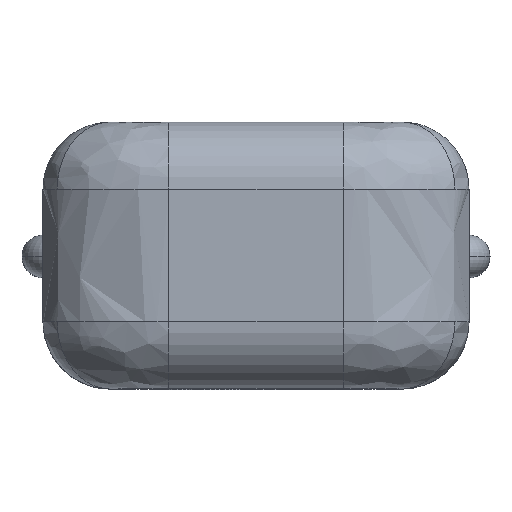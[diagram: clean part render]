
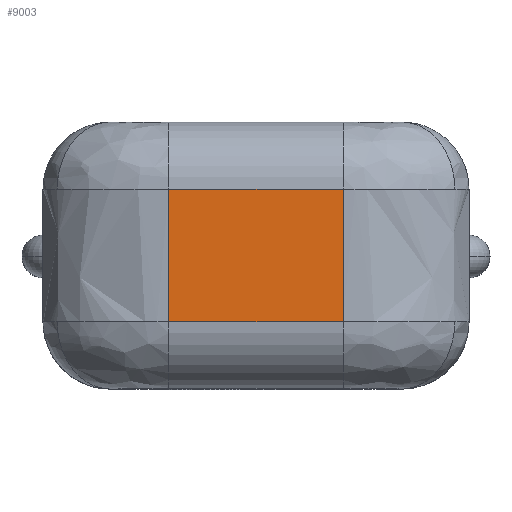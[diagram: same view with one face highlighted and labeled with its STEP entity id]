
A CAD part, top view. The second image highlights one B-rep face of the part: STEP entity #9003.
In plain terms, the highlighted planar face has unit normal (0, 0, 1).
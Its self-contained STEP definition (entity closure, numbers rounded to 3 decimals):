
#1662 = DIRECTION ( 'NONE',  ( 0., 0., -1. ) ) ;
#1790 = CARTESIAN_POINT ( 'NONE',  ( 1.04, 0.79, 2. ) ) ;
#1927 = CARTESIAN_POINT ( 'NONE',  ( -2.54, 0.79, 2. ) ) ;
#2045 = LINE ( 'NONE', #15904, #11186 ) ;
#2588 = CARTESIAN_POINT ( 'NONE',  ( -2.54, -1.59, 2. ) ) ;
#2629 = CARTESIAN_POINT ( 'NONE',  ( 1.04, 0.263, 2. ) ) ;
#3182 = CARTESIAN_POINT ( 'NONE',  ( 1.04, -0.79, 2. ) ) ;
#3627 = CARTESIAN_POINT ( 'NONE',  ( -1.04, -0.79, 2. ) ) ;
#3699 = CARTESIAN_POINT ( 'NONE',  ( -1.04, 0.79, 2. ) ) ;
#3826 = FACE_OUTER_BOUND ( 'NONE', #7105, .T. ) ;
#3859 = VERTEX_POINT ( 'NONE', #7697 ) ;
#4461 = LINE ( 'NONE', #1927, #6701 ) ;
#5283 = EDGE_CURVE ( 'NONE', #7599, #10754, #15087, .T. ) ;
#5750 = B_SPLINE_CURVE_WITH_KNOTS ( 'NONE', 3,
 ( #3699, #15002, #15073, #3627 ),
 .UNSPECIFIED., .F., .F.,
 ( 4, 4 ),
 ( 0.252, 0.748 ),
 .UNSPECIFIED. ) ;
#6701 = VECTOR ( 'NONE', #15814, 1000. ) ;
#7105 = EDGE_LOOP ( 'NONE', ( #12721, #9536, #8760, #13743 ) ) ;
#7599 = VERTEX_POINT ( 'NONE', #13059 ) ;
#7697 = CARTESIAN_POINT ( 'NONE',  ( -1.04, 0.79, 2. ) ) ;
#8760 = ORIENTED_EDGE ( 'NONE', *, *, #12169, .T. ) ;
#9003 = ADVANCED_FACE ( 'NONE', ( #3826 ), #14224, .F. ) ;
#9536 = ORIENTED_EDGE ( 'NONE', *, *, #11363, .T. ) ;
#10068 = CARTESIAN_POINT ( 'NONE',  ( -1.04, -0.79, 2. ) ) ;
#10754 = VERTEX_POINT ( 'NONE', #1790 ) ;
#11186 = VECTOR ( 'NONE', #13440, 1000. ) ;
#11289 = EDGE_CURVE ( 'NONE', #13986, #7599, #2045, .T. ) ;
#11363 = EDGE_CURVE ( 'NONE', #10754, #3859, #4461, .T. ) ;
#12169 = EDGE_CURVE ( 'NONE', #3859, #13986, #5750, .T. ) ;
#12721 = ORIENTED_EDGE ( 'NONE', *, *, #5283, .T. ) ;
#13059 = CARTESIAN_POINT ( 'NONE',  ( 1.04, -0.79, 2. ) ) ;
#13331 = CARTESIAN_POINT ( 'NONE',  ( 1.04, 0.79, 2. ) ) ;
#13440 = DIRECTION ( 'NONE',  ( 1., 0., 0. ) ) ;
#13743 = ORIENTED_EDGE ( 'NONE', *, *, #11289, .T. ) ;
#13965 = AXIS2_PLACEMENT_3D ( 'NONE', #2588, #1662, #14474 ) ;
#13986 = VERTEX_POINT ( 'NONE', #10068 ) ;
#14224 = PLANE ( 'NONE',  #13965 ) ;
#14474 = DIRECTION ( 'NONE',  ( 0., 1., 0. ) ) ;
#14565 = CARTESIAN_POINT ( 'NONE',  ( 1.04, -0.263, 2. ) ) ;
#15002 = CARTESIAN_POINT ( 'NONE',  ( -1.04, 0.263, 2. ) ) ;
#15073 = CARTESIAN_POINT ( 'NONE',  ( -1.04, -0.263, 2. ) ) ;
#15087 = B_SPLINE_CURVE_WITH_KNOTS ( 'NONE', 3,
 ( #3182, #14565, #2629, #13331 ),
 .UNSPECIFIED., .F., .F.,
 ( 4, 4 ),
 ( 0.252, 0.748 ),
 .UNSPECIFIED. ) ;
#15814 = DIRECTION ( 'NONE',  ( -1., 0., 0. ) ) ;
#15904 = CARTESIAN_POINT ( 'NONE',  ( 1.04, -0.79, 2. ) ) ;
